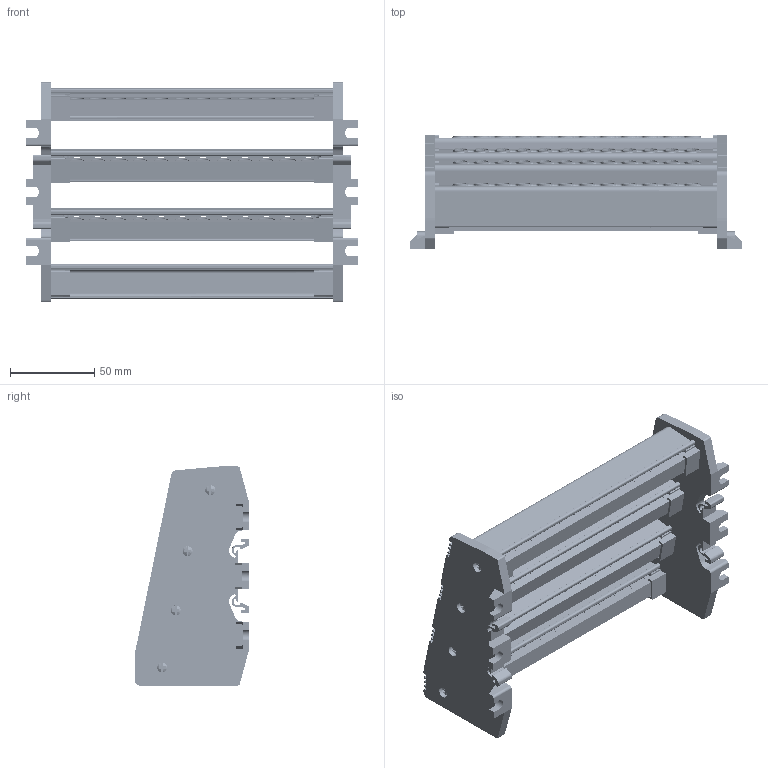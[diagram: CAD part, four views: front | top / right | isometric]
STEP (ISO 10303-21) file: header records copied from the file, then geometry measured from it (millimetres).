
FILE_DESCRIPTION (( 'STEP AP203' ), '1' );
FILE_NAME ('10x15 Dört Kutuplu Daðýtýcý Ünite - 12 Delikli.STEP', '2019-01-10T06:26:29', ( '' ), ( '' ), 'SwSTEP 2.0', 'SolidWorks 2011', '' );
FILE_SCHEMA (( 'CONFIG_CONTROL_DESIGN' ));
Products named in the file (1): 10x15 Dört Kutuplu Daðýtýcý Ünite - 12 Delikli
Bounding box: 197 x 68 x 130 mm (x, y, z)
Volume: 233552.1 mm3; surface area: 164097.2 mm2
Topology: 1 solids, 33 shells, 5028 faces, 14069 edges, 9237 vertices
Faces by surface type: plane 2118, cylinder 1574, bspline 984, cone 352
Entity records: 216451 total; most frequent: CARTESIAN_POINT 103095, ORIENTED_EDGE 28066, DIRECTION 16955, EDGE_CURVE 14033, VERTEX_POINT 9237, B_SPLINE_CURVE_WITH_KNOTS 6591, VECTOR 5707, LINE 5707
